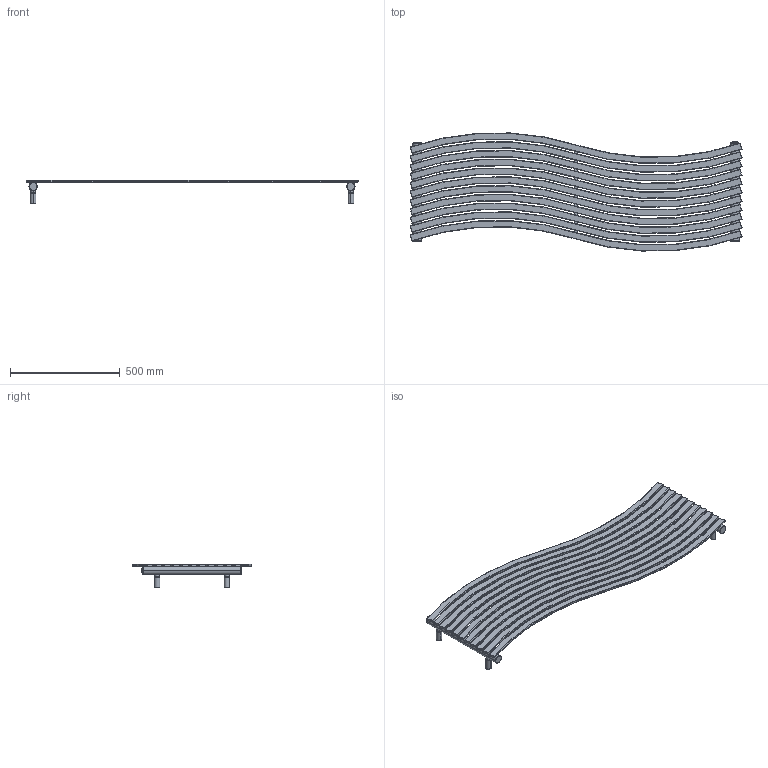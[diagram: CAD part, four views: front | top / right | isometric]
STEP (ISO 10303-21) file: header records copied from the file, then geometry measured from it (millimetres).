
FILE_DESCRIPTION((''),'2;1');
FILE_NAME('3551740000005_X_3D_ASM','2022-03-11T15:39:23',('pc104'),(''),'CREO PARAMETRIC BY PTC INC, 2019080','CREO PARAMETRIC BY PTC INC, 2019080','');
FILE_SCHEMA(('AUTOMOTIVE_DESIGN { 1 0 10303 214 1 1 1 1 }'));
Length unit declared in the file: millimetre
Products named in the file (3): LOLA_1500_450_X_MOD_3D; 1041001240010; 3551740000005_X_3D_ASM
Assembly tree (2 placements, depth 2):
  3551740000005_X_3D_ASM
    LOLA_1500_450_X_MOD_3D
    1041001240010
Bounding box: 1514.83 x 538.83 x 108 mm (x, y, z)
Volume: 6158855.9 mm3; surface area: 1441409.8 mm2
Topology: 5 solids, 5 shells, 489 faces, 1111 edges, 643 vertices
Faces by surface type: cylinder 168, torus 116, plane 111, bspline 88, cone 6
Entity records: 24729 total; most frequent: CARTESIAN_POINT 8347, DIRECTION 2594, ORIENTED_EDGE 2214, PRESENTATION_STYLE_ASSIGNMENT 1138, STYLED_ITEM 1134, CURVE_STYLE 1129, AXIS2_PLACEMENT_3D 1115, EDGE_CURVE 1107
